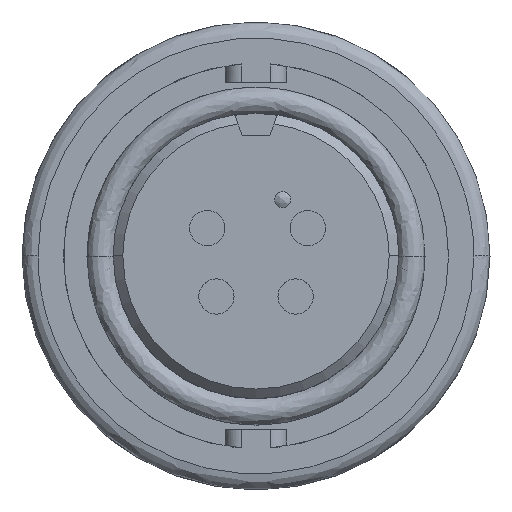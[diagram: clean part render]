
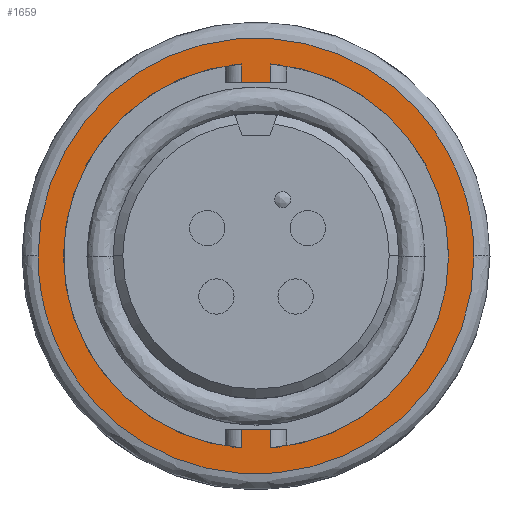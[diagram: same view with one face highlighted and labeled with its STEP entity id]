
A CAD part, top view. The second image highlights one B-rep face of the part: STEP entity #1659.
In plain terms, the highlighted planar face has unit normal (0, 0, 1).
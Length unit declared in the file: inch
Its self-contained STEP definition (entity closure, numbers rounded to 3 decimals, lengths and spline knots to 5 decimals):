
#121 = LINE ( 'NONE', #14205, #15778 ) ;
#140 = DIRECTION ( 'NONE',  ( 0., 0., -1. ) ) ;
#242 = DIRECTION ( 'NONE',  ( 0., -1., 0. ) ) ;
#250 = ORIENTED_EDGE ( 'NONE', *, *, #11285, .T. ) ;
#461 = DIRECTION ( 'NONE',  ( 1., 0., 0. ) ) ;
#483 = CARTESIAN_POINT ( 'NONE',  ( 0.4075, 0., -0.12776 ) ) ;
#485 = CARTESIAN_POINT ( 'NONE',  ( 0.0275, 0.325, -0.12776 ) ) ;
#720 = VERTEX_POINT ( 'NONE', #15736 ) ;
#782 = CARTESIAN_POINT ( 'NONE',  ( -0.0275, -0.325, -0.12776 ) ) ;
#1659 = ADVANCED_FACE ( 'NONE', ( #3474, #11800 ), #17626, .T. ) ;
#2230 = CARTESIAN_POINT ( 'NONE',  ( 0.4075, 0., -0.12776 ) ) ;
#2339 = AXIS2_PLACEMENT_3D ( 'NONE', #9515, #140, #11096 ) ;
#2346 = DIRECTION ( 'NONE',  ( 1., 0., 0. ) ) ;
#2505 = CIRCLE ( 'NONE', #8270, 0.36 ) ;
#2551 = VERTEX_POINT ( 'NONE', #3973 ) ;
#2887 = VERTEX_POINT ( 'NONE', #14197 ) ;
#3081 = CIRCLE ( 'NONE', #2339, 0.36 ) ;
#3323 = VERTEX_POINT ( 'NONE', #13579 ) ;
#3474 = FACE_OUTER_BOUND ( 'NONE', #8786, .T. ) ;
#3530 = ORIENTED_EDGE ( 'NONE', *, *, #18882, .F. ) ;
#3787 = AXIS2_PLACEMENT_3D ( 'NONE', #13413, #4052, #14993 ) ;
#3973 = CARTESIAN_POINT ( 'NONE',  ( 0.0275, 0.35895, -0.12776 ) ) ;
#4032 = CARTESIAN_POINT ( 'NONE',  ( 0.0275, 0.325, -0.12776 ) ) ;
#4052 = DIRECTION ( 'NONE',  ( 0., 0., -1. ) ) ;
#4435 = EDGE_LOOP ( 'NONE', ( #9003, #16865, #17778, #15693, #3530, #250, #7694, #4750, #7652 ) ) ;
#4750 = ORIENTED_EDGE ( 'NONE', *, *, #6092, .T. ) ;
#4913 = CARTESIAN_POINT ( 'NONE',  ( 0., 0., -0.12776 ) ) ;
#5049 = VECTOR ( 'NONE', #10410, 39.37008 ) ;
#5135 = CARTESIAN_POINT ( 'NONE',  ( 0.4075, -0.815, -0.12776 ) ) ;
#6092 = EDGE_CURVE ( 'NONE', #3323, #19012, #121, .T. ) ;
#6348 = CARTESIAN_POINT ( 'NONE',  ( -0.0275, 0., -0.12776 ) ) ;
#6403 = LINE ( 'NONE', #14495, #10080 ) ;
#6492 = DIRECTION ( 'NONE',  ( 1., 0., 0. ) ) ;
#6750 = LINE ( 'NONE', #4032, #14088 ) ;
#7264 = EDGE_CURVE ( 'NONE', #9373, #18226, #8520, .T. ) ;
#7585 = ORIENTED_EDGE ( 'NONE', *, *, #7264, .F. ) ;
#7652 = ORIENTED_EDGE ( 'NONE', *, *, #19389, .F. ) ;
#7694 = ORIENTED_EDGE ( 'NONE', *, *, #11298, .T. ) ;
#8270 = AXIS2_PLACEMENT_3D ( 'NONE', #4913, #15851, #6492 ) ;
#8520 =( BOUNDED_CURVE ( )  B_SPLINE_CURVE ( 3, ( #483, #5135, #9855, #11424 ),
 .UNSPECIFIED., .F., .F. ) 
 B_SPLINE_CURVE_WITH_KNOTS ( ( 4, 4 ),
 ( 0., 1. ),
 .UNSPECIFIED. ) 
 CURVE ( )  GEOMETRIC_REPRESENTATION_ITEM ( )  RATIONAL_B_SPLINE_CURVE ( ( 1., 0.333, 0.333, 1. ) ) 
 REPRESENTATION_ITEM ( '' )  );
#8728 = VERTEX_POINT ( 'NONE', #18902 ) ;
#8786 = EDGE_LOOP ( 'NONE', ( #16115, #7585 ) ) ;
#8846 = CARTESIAN_POINT ( 'NONE',  ( 0.0275, 0., -0.12776 ) ) ;
#9003 = ORIENTED_EDGE ( 'NONE', *, *, #18969, .T. ) ;
#9373 = VERTEX_POINT ( 'NONE', #19983 ) ;
#9515 = CARTESIAN_POINT ( 'NONE',  ( 0., 0., -0.12776 ) ) ;
#9767 = CARTESIAN_POINT ( 'NONE',  ( 0., 0., -0.12776 ) ) ;
#9836 = DIRECTION ( 'NONE',  ( 0., 0., 1. ) ) ;
#9855 = CARTESIAN_POINT ( 'NONE',  ( -0.4075, -0.815, -0.12776 ) ) ;
#9963 = CARTESIAN_POINT ( 'NONE',  ( 0.0275, -0.325, -0.12776 ) ) ;
#10036 = CARTESIAN_POINT ( 'NONE',  ( -0.4075, 0., -0.12776 ) ) ;
#10080 = VECTOR ( 'NONE', #15985, 39.37008 ) ;
#10190 = LINE ( 'NONE', #782, #18009 ) ;
#10397 = VERTEX_POINT ( 'NONE', #485 ) ;
#10410 = DIRECTION ( 'NONE',  ( 0., 1., 0. ) ) ;
#11096 = DIRECTION ( 'NONE',  ( 1., 0., 0. ) ) ;
#11285 = EDGE_CURVE ( 'NONE', #8728, #2887, #18163, .T. ) ;
#11298 = EDGE_CURVE ( 'NONE', #2887, #3323, #2505, .T. ) ;
#11333 =( BOUNDED_CURVE ( )  B_SPLINE_CURVE ( 3, ( #10036, #19395, #11607, #2230 ),
 .UNSPECIFIED., .F., .F. ) 
 B_SPLINE_CURVE_WITH_KNOTS ( ( 4, 4 ),
 ( 0., 1. ),
 .UNSPECIFIED. ) 
 CURVE ( )  GEOMETRIC_REPRESENTATION_ITEM ( )  RATIONAL_B_SPLINE_CURVE ( ( 1., 0.333, 0.333, 1. ) ) 
 REPRESENTATION_ITEM ( '' )  );
#11424 = CARTESIAN_POINT ( 'NONE',  ( -0.4075, 0., -0.12776 ) ) ;
#11607 = CARTESIAN_POINT ( 'NONE',  ( 0.4075, 0.815, -0.12776 ) ) ;
#11800 = FACE_BOUND ( 'NONE', #4435, .T. ) ;
#13355 = LINE ( 'NONE', #8846, #5049 ) ;
#13413 = CARTESIAN_POINT ( 'NONE',  ( 0., 0., -0.12776 ) ) ;
#13579 = CARTESIAN_POINT ( 'NONE',  ( -0.0275, 0.35895, -0.12776 ) ) ;
#13873 = CARTESIAN_POINT ( 'NONE',  ( -0.4075, 0., -0.12776 ) ) ;
#14012 = VECTOR ( 'NONE', #18856, 39.37008 ) ;
#14088 = VECTOR ( 'NONE', #14976, 39.37008 ) ;
#14197 = CARTESIAN_POINT ( 'NONE',  ( -0.0275, -0.35895, -0.12776 ) ) ;
#14205 = CARTESIAN_POINT ( 'NONE',  ( -0.0275, 0., -0.12776 ) ) ;
#14495 = CARTESIAN_POINT ( 'NONE',  ( 0.0275, 0., -0.12776 ) ) ;
#14673 = EDGE_CURVE ( 'NONE', #18326, #19805, #6403, .T. ) ;
#14976 = DIRECTION ( 'NONE',  ( -1., 0., 0. ) ) ;
#14993 = DIRECTION ( 'NONE',  ( 1., 0., 0. ) ) ;
#15129 = CARTESIAN_POINT ( 'NONE',  ( -0.0275, 0.325, -0.12776 ) ) ;
#15222 = EDGE_CURVE ( 'NONE', #2551, #720, #19120, .T. ) ;
#15693 = ORIENTED_EDGE ( 'NONE', *, *, #14673, .T. ) ;
#15736 = CARTESIAN_POINT ( 'NONE',  ( 0.36, 0., -0.12776 ) ) ;
#15778 = VECTOR ( 'NONE', #242, 39.37008 ) ;
#15851 = DIRECTION ( 'NONE',  ( 0., 0., -1. ) ) ;
#15985 = DIRECTION ( 'NONE',  ( 0., 1., 0. ) ) ;
#16115 = ORIENTED_EDGE ( 'NONE', *, *, #18458, .F. ) ;
#16865 = ORIENTED_EDGE ( 'NONE', *, *, #15222, .T. ) ;
#17626 = PLANE ( 'NONE',  #19042 ) ;
#17778 = ORIENTED_EDGE ( 'NONE', *, *, #19158, .T. ) ;
#18009 = VECTOR ( 'NONE', #2346, 39.37008 ) ;
#18163 = LINE ( 'NONE', #6348, #14012 ) ;
#18226 = VERTEX_POINT ( 'NONE', #13873 ) ;
#18326 = VERTEX_POINT ( 'NONE', #18921 ) ;
#18458 = EDGE_CURVE ( 'NONE', #18226, #9373, #11333, .T. ) ;
#18856 = DIRECTION ( 'NONE',  ( 0., -1., 0. ) ) ;
#18882 = EDGE_CURVE ( 'NONE', #8728, #19805, #10190, .T. ) ;
#18902 = CARTESIAN_POINT ( 'NONE',  ( -0.0275, -0.325, -0.12776 ) ) ;
#18921 = CARTESIAN_POINT ( 'NONE',  ( 0.0275, -0.35895, -0.12776 ) ) ;
#18969 = EDGE_CURVE ( 'NONE', #10397, #2551, #13355, .T. ) ;
#19012 = VERTEX_POINT ( 'NONE', #15129 ) ;
#19042 = AXIS2_PLACEMENT_3D ( 'NONE', #9767, #9836, #461 ) ;
#19120 = CIRCLE ( 'NONE', #3787, 0.36 ) ;
#19158 = EDGE_CURVE ( 'NONE', #720, #18326, #3081, .T. ) ;
#19389 = EDGE_CURVE ( 'NONE', #10397, #19012, #6750, .T. ) ;
#19395 = CARTESIAN_POINT ( 'NONE',  ( -0.4075, 0.815, -0.12776 ) ) ;
#19805 = VERTEX_POINT ( 'NONE', #9963 ) ;
#19983 = CARTESIAN_POINT ( 'NONE',  ( 0.4075, 0., -0.12776 ) ) ;
